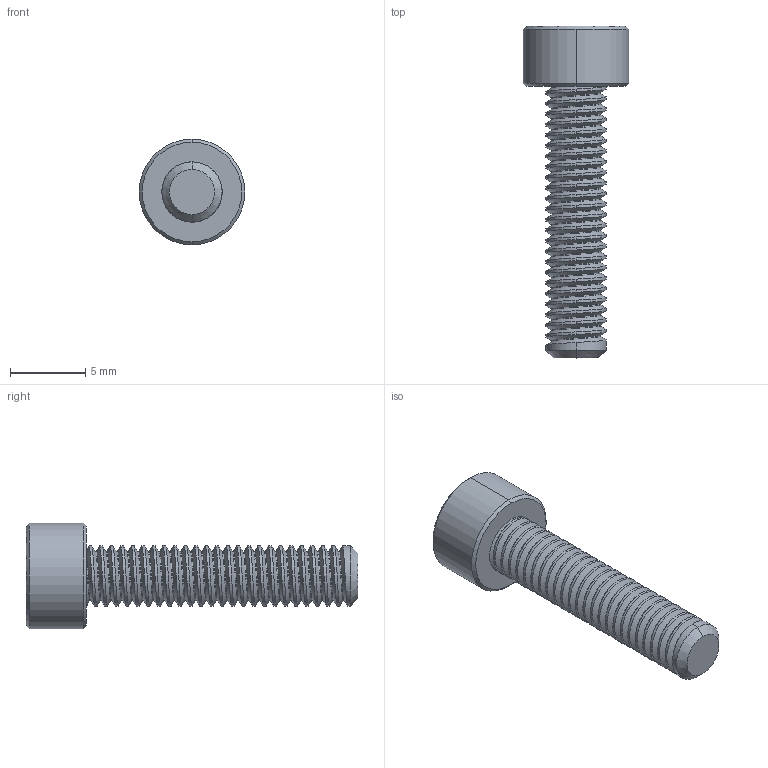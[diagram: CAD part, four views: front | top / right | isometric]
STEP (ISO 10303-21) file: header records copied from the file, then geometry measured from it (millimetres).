
FILE_DESCRIPTION (( 'STEP AP203' ), '1' );
FILE_NAME ('旄餛83.STEP', '2017-01-02T14:19:09', ( '' ), ( '' ), 'SwSTEP 2.0', 'SolidWorks 2016', '' );
FILE_SCHEMA (( 'CONFIG_CONTROL_DESIGN' ));
Length unit declared in the file: millimetre
Products named in the file (1): 旄餛83
Bounding box: 7 x 22 x 7 mm (x, y, z)
Volume: 323.2 mm3; surface area: 520.3 mm2
Topology: 1 solids, 1 shells, 107 faces, 274 edges, 165 vertices
Faces by surface type: cylinder 74, plane 12, bspline 9, cone 6, sphere 6
Entity records: 6119 total; most frequent: CARTESIAN_POINT 3849, ORIENTED_EDGE 536, DIRECTION 396, EDGE_CURVE 268, VERTEX_POINT 165, AXIS2_PLACEMENT_3D 146, EDGE_LOOP 109, FACE_OUTER_BOUND 107
